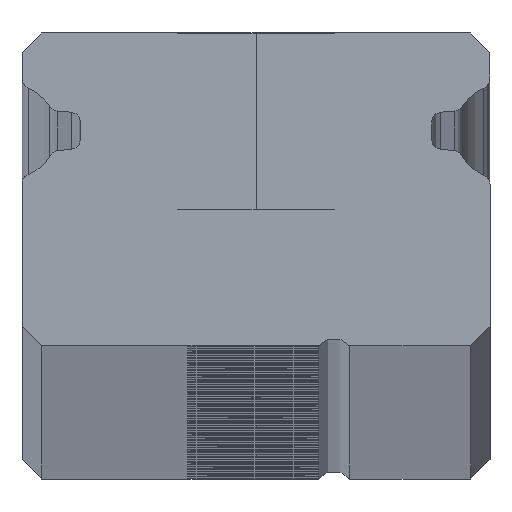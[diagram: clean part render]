
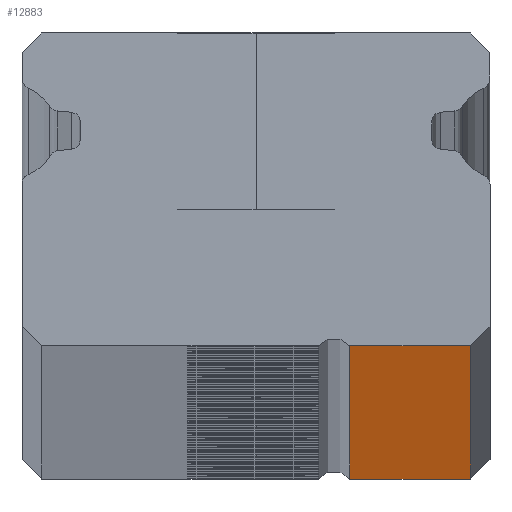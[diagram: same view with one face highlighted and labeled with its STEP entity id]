
A CAD part, top view. The second image highlights one B-rep face of the part: STEP entity #12883.
In plain terms, the highlighted planar face has unit normal (0, -1, 0).
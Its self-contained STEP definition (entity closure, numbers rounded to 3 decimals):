
#184 = VERTEX_POINT ( 'NONE', #2774 ) ;
#332 = VERTEX_POINT ( 'NONE', #10231 ) ;
#1157 = CARTESIAN_POINT ( 'NONE',  ( 5.484, -5.5, -975. ) ) ;
#2169 = EDGE_CURVE ( 'NONE', #184, #3481, #12421, .T. ) ;
#2598 = DIRECTION ( 'NONE',  ( 0., 0., -1. ) ) ;
#2774 = CARTESIAN_POINT ( 'NONE',  ( 5.484, -5.5, 975. ) ) ;
#3481 = VERTEX_POINT ( 'NONE', #1157 ) ;
#3668 = PLANE ( 'NONE',  #5198 ) ;
#4404 = CARTESIAN_POINT ( 'NONE',  ( 2.393, -5.5, -975. ) ) ;
#4970 = CARTESIAN_POINT ( 'NONE',  ( 2.393, -5.5, 975. ) ) ;
#5077 = VECTOR ( 'NONE', #10106, 1000. ) ;
#5198 = AXIS2_PLACEMENT_3D ( 'NONE', #13304, #10783, #8280 ) ;
#5693 = EDGE_CURVE ( 'NONE', #12693, #332, #7010, .T. ) ;
#7010 = LINE ( 'NONE', #12928, #14572 ) ;
#7497 = ORIENTED_EDGE ( 'NONE', *, *, #2169, .F. ) ;
#7501 = LINE ( 'NONE', #4404, #9593 ) ;
#7651 = ORIENTED_EDGE ( 'NONE', *, *, #5693, .T. ) ;
#8013 = EDGE_CURVE ( 'NONE', #332, #3481, #7501, .T. ) ;
#8280 = DIRECTION ( 'NONE',  ( 0., 0., 1. ) ) ;
#8991 = CARTESIAN_POINT ( 'NONE',  ( 2.393, -5.5, 975. ) ) ;
#9585 = VECTOR ( 'NONE', #2598, 1000. ) ;
#9593 = VECTOR ( 'NONE', #15151, 1000. ) ;
#9849 = CARTESIAN_POINT ( 'NONE',  ( 5.484, -5.5, 975. ) ) ;
#10106 = DIRECTION ( 'NONE',  ( 1., 0., 0. ) ) ;
#10231 = CARTESIAN_POINT ( 'NONE',  ( 2.393, -5.5, -975. ) ) ;
#10783 = DIRECTION ( 'NONE',  ( 0., 1., 0. ) ) ;
#10937 = LINE ( 'NONE', #8991, #5077 ) ;
#12421 = LINE ( 'NONE', #9849, #9585 ) ;
#12442 = ORIENTED_EDGE ( 'NONE', *, *, #15550, .F. ) ;
#12693 = VERTEX_POINT ( 'NONE', #4970 ) ;
#12883 = ADVANCED_FACE ( 'NONE', ( #13437 ), #3668, .F. ) ;
#12928 = CARTESIAN_POINT ( 'NONE',  ( 2.393, -5.5, 975. ) ) ;
#13304 = CARTESIAN_POINT ( 'NONE',  ( 2.393, -5.5, 975. ) ) ;
#13334 = ORIENTED_EDGE ( 'NONE', *, *, #8013, .T. ) ;
#13437 = FACE_OUTER_BOUND ( 'NONE', #14410, .T. ) ;
#14410 = EDGE_LOOP ( 'NONE', ( #13334, #7497, #12442, #7651 ) ) ;
#14572 = VECTOR ( 'NONE', #15216, 1000. ) ;
#15151 = DIRECTION ( 'NONE',  ( 1., 0., 0. ) ) ;
#15216 = DIRECTION ( 'NONE',  ( 0., 0., -1. ) ) ;
#15550 = EDGE_CURVE ( 'NONE', #12693, #184, #10937, .T. ) ;
